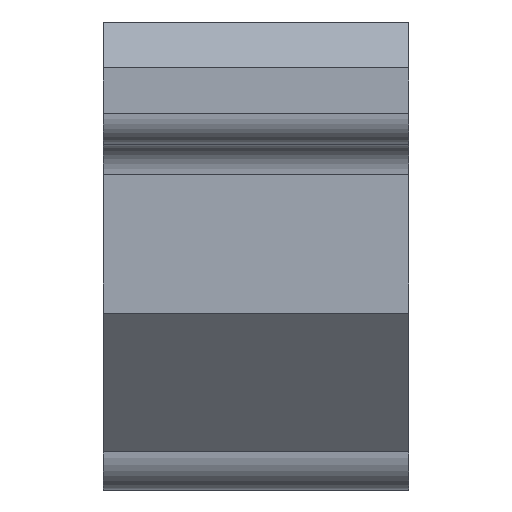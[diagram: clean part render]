
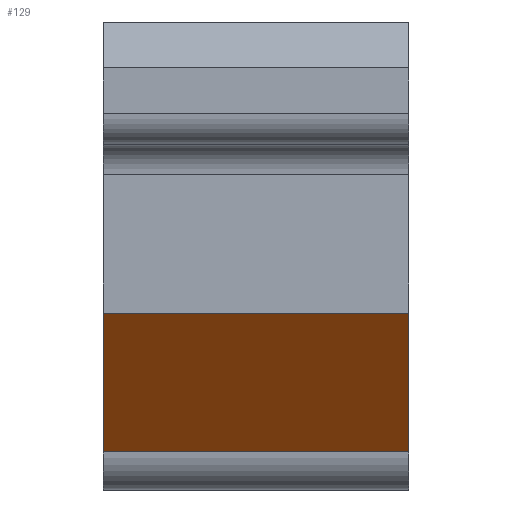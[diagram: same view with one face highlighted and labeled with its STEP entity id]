
A CAD part, left-side view. The second image highlights one B-rep face of the part: STEP entity #129.
In plain terms, the highlighted planar face has unit normal (-0.759, 0, -0.651).
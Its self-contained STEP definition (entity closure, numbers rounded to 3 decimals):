
#35 = EDGE_CURVE ( 'NONE', #2070, #1084, #944, .T. ) ;
#129 = ADVANCED_FACE ( 'NONE', ( #680 ), #834, .T. ) ;
#149 = VECTOR ( 'NONE', #750, 1000. ) ;
#213 = EDGE_CURVE ( 'NONE', #1625, #2070, #1322, .T. ) ;
#214 = ORIENTED_EDGE ( 'NONE', *, *, #779, .T. ) ;
#253 = CARTESIAN_POINT ( 'NONE',  ( -25.693, 0., -22.055 ) ) ;
#285 = ORIENTED_EDGE ( 'NONE', *, *, #35, .F. ) ;
#333 = DIRECTION ( 'NONE',  ( -0.651, 0., 0.759 ) ) ;
#483 = VERTEX_POINT ( 'NONE', #1552 ) ;
#577 = VECTOR ( 'NONE', #993, 1000. ) ;
#640 = AXIS2_PLACEMENT_3D ( 'NONE', #1164, #1173, #333 ) ;
#666 = CARTESIAN_POINT ( 'NONE',  ( -35.115, 20., -11.078 ) ) ;
#680 = FACE_OUTER_BOUND ( 'NONE', #884, .T. ) ;
#730 = DIRECTION ( 'NONE',  ( 0.651, 0., -0.759 ) ) ;
#739 = LINE ( 'NONE', #1928, #1592 ) ;
#750 = DIRECTION ( 'NONE',  ( 0.651, 0., -0.759 ) ) ;
#779 = EDGE_CURVE ( 'NONE', #483, #1084, #1165, .T. ) ;
#804 = CARTESIAN_POINT ( 'NONE',  ( -35.115, 0., -11.078 ) ) ;
#834 = PLANE ( 'NONE',  #640 ) ;
#884 = EDGE_LOOP ( 'NONE', ( #285, #912, #1247, #214 ) ) ;
#908 = EDGE_CURVE ( 'NONE', #1625, #483, #739, .T. ) ;
#912 = ORIENTED_EDGE ( 'NONE', *, *, #213, .F. ) ;
#944 = LINE ( 'NONE', #253, #149 ) ;
#993 = DIRECTION ( 'NONE',  ( 0., -1., 0. ) ) ;
#1002 = CARTESIAN_POINT ( 'NONE',  ( -35.115, 20., -11.078 ) ) ;
#1084 = VERTEX_POINT ( 'NONE', #1646 ) ;
#1164 = CARTESIAN_POINT ( 'NONE',  ( -25.693, 20., -22.055 ) ) ;
#1165 = LINE ( 'NONE', #1874, #577 ) ;
#1173 = DIRECTION ( 'NONE',  ( -0.759, 0., -0.651 ) ) ;
#1247 = ORIENTED_EDGE ( 'NONE', *, *, #908, .T. ) ;
#1295 = VECTOR ( 'NONE', #1559, 1000. ) ;
#1322 = LINE ( 'NONE', #666, #1295 ) ;
#1552 = CARTESIAN_POINT ( 'NONE',  ( -27.31, 20., -20.171 ) ) ;
#1559 = DIRECTION ( 'NONE',  ( 0., -1., 0. ) ) ;
#1592 = VECTOR ( 'NONE', #730, 1000. ) ;
#1625 = VERTEX_POINT ( 'NONE', #1002 ) ;
#1646 = CARTESIAN_POINT ( 'NONE',  ( -27.31, 0., -20.171 ) ) ;
#1874 = CARTESIAN_POINT ( 'NONE',  ( -27.31, 20., -20.171 ) ) ;
#1928 = CARTESIAN_POINT ( 'NONE',  ( -25.693, 20., -22.055 ) ) ;
#2070 = VERTEX_POINT ( 'NONE', #804 ) ;
